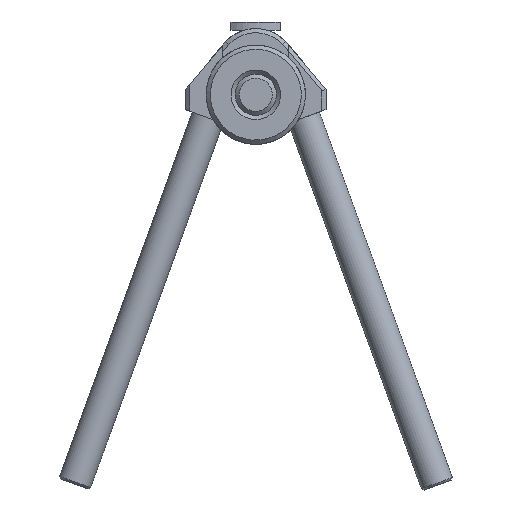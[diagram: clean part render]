
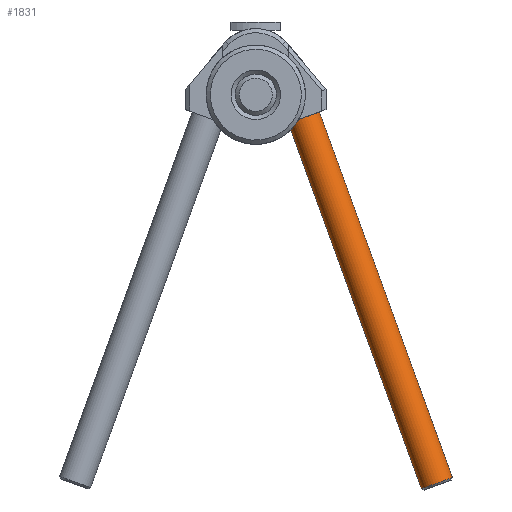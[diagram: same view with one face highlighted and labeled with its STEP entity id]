
A CAD part, left-side view. The second image highlights one B-rep face of the part: STEP entity #1831.
In plain terms, the highlighted cylindrical face has radius 4 mm (diameter 8 mm), a full revolution.
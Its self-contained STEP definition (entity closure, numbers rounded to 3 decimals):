
#1831=ADVANCED_FACE('',(#5936,#5938),#5940,.T.);
#5936=FACE_OUTER_BOUND('',#5937,.T.);
#5937=EDGE_LOOP('',(#17996));
#5938=FACE_OUTER_BOUND('',#5939,.T.);
#5939=EDGE_LOOP('',(#17997));
#5940=CYLINDRICAL_SURFACE('',#5941,4.);
#5941=AXIS2_PLACEMENT_3D('',#5942,#5943,#5944);
#5942=CARTESIAN_POINT('',(-50.,0.,0.));
#5943=DIRECTION('',(1.,0.,0.));
#5944=DIRECTION('',(0.,1.,0.));
#17996=ORIENTED_EDGE('',*,*,#23133,.F.);
#17997=ORIENTED_EDGE('',*,*,#23134,.T.);
#23133=EDGE_CURVE('',#24404,#24404,#24405,.T.);
#23134=EDGE_CURVE('',#24406,#24406,#24407,.T.);
#24404=VERTEX_POINT('',#29613);
#24405=CIRCLE('',#29614,4.);
#24406=VERTEX_POINT('',#29618);
#24407=CIRCLE('',#29619,4.);
#29613=CARTESIAN_POINT('',(49.5,4.,0.));
#29614=AXIS2_PLACEMENT_3D('',#29615,#29616,#29617);
#29615=CARTESIAN_POINT('',(49.5,0.,0.));
#29616=DIRECTION('',(1.,0.,0.));
#29617=DIRECTION('',(0.,1.,0.));
#29618=CARTESIAN_POINT('',(-49.5,4.,0.));
#29619=AXIS2_PLACEMENT_3D('',#29620,#29621,#29622);
#29620=CARTESIAN_POINT('',(-49.5,0.,0.));
#29621=DIRECTION('',(1.,0.,0.));
#29622=DIRECTION('',(0.,1.,0.));
